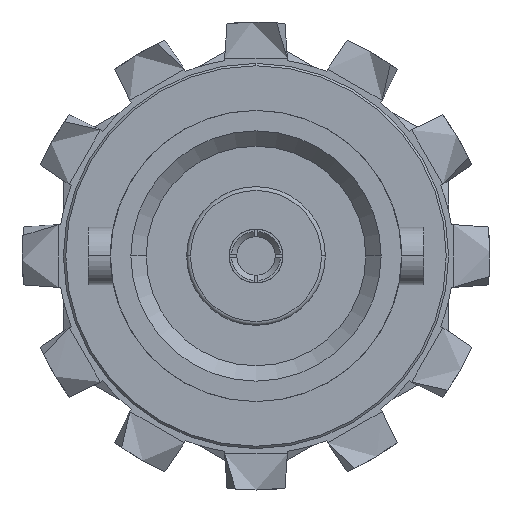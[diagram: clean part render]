
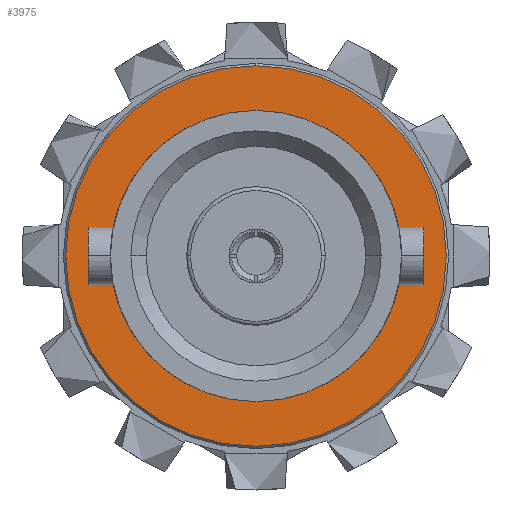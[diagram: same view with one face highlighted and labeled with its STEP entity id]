
A CAD part, left-side view. The second image highlights one B-rep face of the part: STEP entity #3975.
In plain terms, the highlighted planar face has unit normal (-1, 0, 0).
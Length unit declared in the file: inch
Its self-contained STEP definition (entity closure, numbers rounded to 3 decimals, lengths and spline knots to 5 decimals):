
#786 = ORIENTED_EDGE ( 'NONE', *, *, #9059, .T. ) ;
#932 = DIRECTION ( 'NONE',  ( -1., 0., 0. ) ) ;
#996 = VERTEX_POINT ( 'NONE', #1519 ) ;
#1519 = CARTESIAN_POINT ( 'NONE',  ( 0.443, 0., -0.247 ) ) ;
#2564 = EDGE_CURVE ( 'NONE', #996, #10947, #7183, .T. ) ;
#3781 = CARTESIAN_POINT ( 'NONE',  ( 0.443, 0., 0. ) ) ;
#3975 = ADVANCED_FACE ( 'NONE', ( #4228 ), #5430, .F. ) ;
#4228 = FACE_OUTER_BOUND ( 'NONE', #15722, .T. ) ;
#4799 = AXIS2_PLACEMENT_3D ( 'NONE', #7942, #10365, #6795 ) ;
#5102 = DIRECTION ( 'NONE',  ( -1., 0., 0. ) ) ;
#5430 = PLANE ( 'NONE',  #4799 ) ;
#6032 = CARTESIAN_POINT ( 'NONE',  ( 0.443, 0., 0. ) ) ;
#6730 = CARTESIAN_POINT ( 'NONE',  ( 0.443, 0., 0.247 ) ) ;
#6795 = DIRECTION ( 'NONE',  ( 0., 0., -1. ) ) ;
#7183 = CIRCLE ( 'NONE', #15330, 0.247 ) ;
#7817 = AXIS2_PLACEMENT_3D ( 'NONE', #3781, #5102, #8704 ) ;
#7942 = CARTESIAN_POINT ( 'NONE',  ( 0.443, -0.18876, 0. ) ) ;
#8704 = DIRECTION ( 'NONE',  ( 0., 0., -1. ) ) ;
#9059 = EDGE_CURVE ( 'NONE', #10947, #996, #11694, .T. ) ;
#10365 = DIRECTION ( 'NONE',  ( 1., 0., 0. ) ) ;
#10947 = VERTEX_POINT ( 'NONE', #6730 ) ;
#11095 = ORIENTED_EDGE ( 'NONE', *, *, #2564, .T. ) ;
#11694 = CIRCLE ( 'NONE', #7817, 0.247 ) ;
#13621 = DIRECTION ( 'NONE',  ( 0., 0., -1. ) ) ;
#15330 = AXIS2_PLACEMENT_3D ( 'NONE', #6032, #932, #13621 ) ;
#15722 = EDGE_LOOP ( 'NONE', ( #11095, #786 ) ) ;
